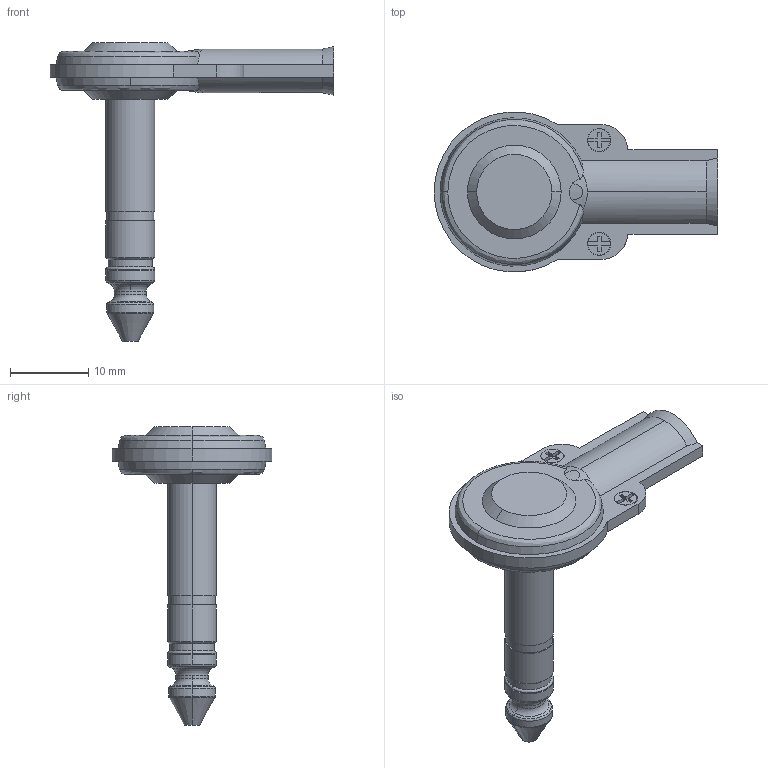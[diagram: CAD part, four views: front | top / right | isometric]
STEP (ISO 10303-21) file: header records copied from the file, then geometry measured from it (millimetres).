
FILE_DESCRIPTION (( 'STEP AP214' ), '1' );
FILE_NAME ('50-00185.STEP', '2014-08-28T20:14:04', ( 'Tensility' ), ( '' ), 'SwSTEP 2.0', 'SolidWorks 2014', '' );
FILE_SCHEMA (( 'AUTOMOTIVE_DESIGN' ));
Length unit declared in the file: millimetre
Products named in the file (1): 50-00185
Bounding box: 36.3 x 20.45 x 38.2 mm (x, y, z)
Volume: 1963.5 mm3; surface area: 3412.4 mm2
Topology: 7 solids, 7 shells, 239 faces, 595 edges, 385 vertices
Faces by surface type: cylinder 87, plane 75, bspline 38, cone 27, torus 12
Entity records: 10175 total; most frequent: CARTESIAN_POINT 4425, ORIENTED_EDGE 1190, DIRECTION 1066, EDGE_CURVE 595, AXIS2_PLACEMENT_3D 420, VERTEX_POINT 385, EDGE_LOOP 270, FACE_OUTER_BOUND 239
